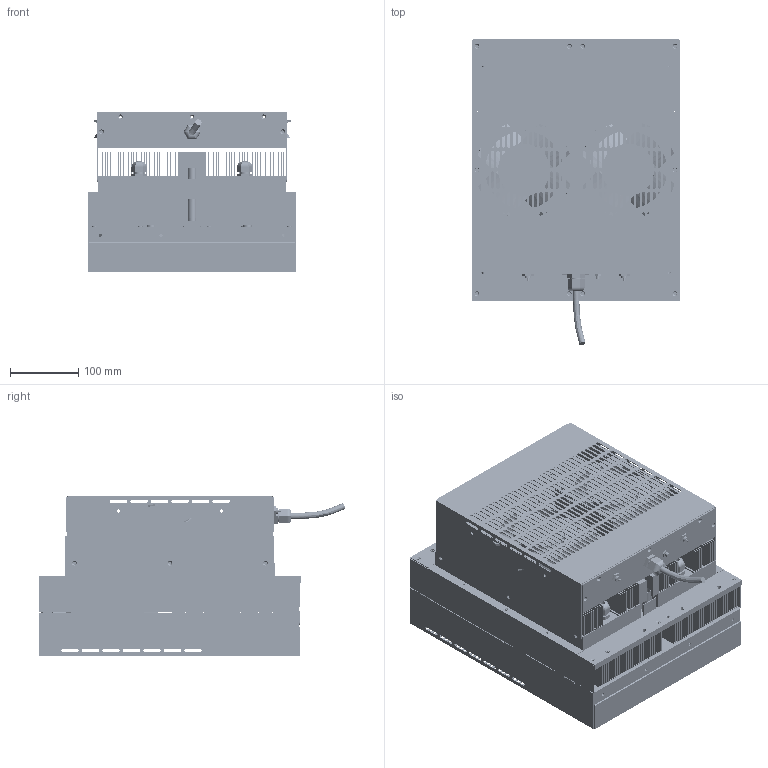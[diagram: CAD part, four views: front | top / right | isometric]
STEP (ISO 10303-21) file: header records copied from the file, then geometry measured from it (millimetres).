
FILE_DESCRIPTION (( 'STEP AP203' ), '1' );
FILE_NAME ('ahp-1501.STEP', '2016-05-10T20:11:23', ( '' ), ( '' ), 'SwSTEP 2.0', 'SolidWorks 2016', '' );
FILE_SCHEMA (( 'CONFIG_CONTROL_DESIGN' ));
Products named in the file (1): ahp-1501
Bounding box: 304.55 x 448.05 x 233.58 mm (x, y, z)
Volume: 6664578.3 mm3; surface area: 5525097.4 mm2
Topology: 107 solids, 107 shells, 5756 faces, 16099 edges, 10707 vertices
Faces by surface type: plane 3442, cylinder 2256, cone 52, bspline 6
Entity records: 213204 total; most frequent: CARTESIAN_POINT 63716, ORIENTED_EDGE 32180, DIRECTION 28568, EDGE_CURVE 16090, VERTEX_POINT 10706, LINE 9974, VECTOR 9974, AXIS2_PLACEMENT_3D 9297
